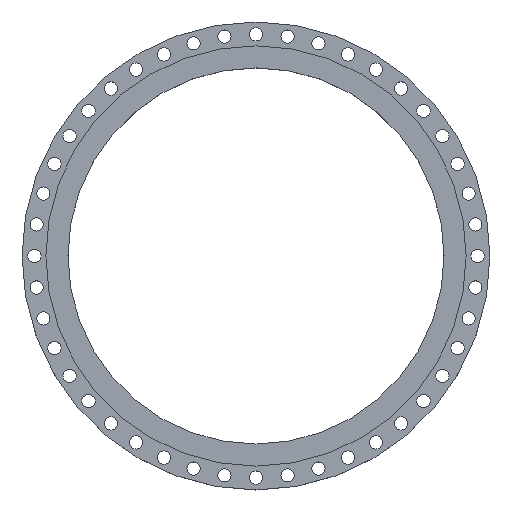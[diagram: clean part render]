
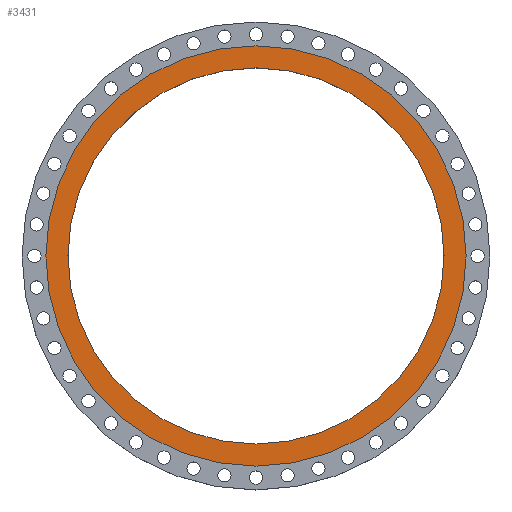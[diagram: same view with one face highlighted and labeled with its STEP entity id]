
A CAD part, top view. The second image highlights one B-rep face of the part: STEP entity #3431.
In plain terms, the highlighted planar face has unit normal (0, 0, 1).
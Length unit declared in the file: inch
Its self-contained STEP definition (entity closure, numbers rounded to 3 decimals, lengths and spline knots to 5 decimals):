
#68 = CIRCLE ( 'NONE', #565, 29.75 ) ;
#157 = DIRECTION ( 'NONE',  ( 1., 0., 0. ) ) ;
#247 = CIRCLE ( 'NONE', #2370, 26.625 ) ;
#283 = DIRECTION ( 'NONE',  ( 1., 0., 0. ) ) ;
#535 = VERTEX_POINT ( 'NONE', #794 ) ;
#565 = AXIS2_PLACEMENT_3D ( 'NONE', #2261, #3145, #283 ) ;
#637 = CARTESIAN_POINT ( 'NONE',  ( 0., 0., 0. ) ) ;
#769 = CARTESIAN_POINT ( 'NONE',  ( 0., 0., 0. ) ) ;
#794 = CARTESIAN_POINT ( 'NONE',  ( -26.625, 0., 0. ) ) ;
#847 = CARTESIAN_POINT ( 'NONE',  ( -29.75, 0., 0. ) ) ;
#979 = DIRECTION ( 'NONE',  ( 0., 0., 1. ) ) ;
#987 = AXIS2_PLACEMENT_3D ( 'NONE', #3585, #979, #2142 ) ;
#1174 = EDGE_CURVE ( 'NONE', #2697, #3344, #68, .T. ) ;
#1188 = EDGE_LOOP ( 'NONE', ( #2636, #3594 ) ) ;
#1196 = VERTEX_POINT ( 'NONE', #1239 ) ;
#1212 = AXIS2_PLACEMENT_3D ( 'NONE', #2700, #3767, #1860 ) ;
#1239 = CARTESIAN_POINT ( 'NONE',  ( 26.625, 0., 0. ) ) ;
#1453 = FACE_OUTER_BOUND ( 'NONE', #2468, .T. ) ;
#1569 = ORIENTED_EDGE ( 'NONE', *, *, #1973, .T. ) ;
#1587 = DIRECTION ( 'NONE',  ( 0., 0., 1. ) ) ;
#1617 = CARTESIAN_POINT ( 'NONE',  ( 29.75, 0., 0. ) ) ;
#1773 = EDGE_CURVE ( 'NONE', #535, #1196, #247, .T. ) ;
#1860 = DIRECTION ( 'NONE',  ( -1., 0., 0. ) ) ;
#1973 = EDGE_CURVE ( 'NONE', #3344, #2697, #2562, .T. ) ;
#2142 = DIRECTION ( 'NONE',  ( 1., 0., 0. ) ) ;
#2148 = PLANE ( 'NONE',  #1212 ) ;
#2261 = CARTESIAN_POINT ( 'NONE',  ( 0., 0., 0. ) ) ;
#2370 = AXIS2_PLACEMENT_3D ( 'NONE', #637, #2647, #2424 ) ;
#2424 = DIRECTION ( 'NONE',  ( 1., 0., 0. ) ) ;
#2429 = ORIENTED_EDGE ( 'NONE', *, *, #1174, .T. ) ;
#2468 = EDGE_LOOP ( 'NONE', ( #2429, #1569 ) ) ;
#2562 = CIRCLE ( 'NONE', #2983, 29.75 ) ;
#2612 = FACE_BOUND ( 'NONE', #1188, .T. ) ;
#2636 = ORIENTED_EDGE ( 'NONE', *, *, #3231, .F. ) ;
#2647 = DIRECTION ( 'NONE',  ( 0., 0., 1. ) ) ;
#2684 = CIRCLE ( 'NONE', #987, 26.625 ) ;
#2697 = VERTEX_POINT ( 'NONE', #1617 ) ;
#2700 = CARTESIAN_POINT ( 'NONE',  ( 0., 26.625, 0. ) ) ;
#2983 = AXIS2_PLACEMENT_3D ( 'NONE', #769, #1587, #157 ) ;
#3145 = DIRECTION ( 'NONE',  ( 0., 0., 1. ) ) ;
#3231 = EDGE_CURVE ( 'NONE', #1196, #535, #2684, .T. ) ;
#3344 = VERTEX_POINT ( 'NONE', #847 ) ;
#3431 = ADVANCED_FACE ( 'NONE', ( #2612, #1453 ), #2148, .F. ) ;
#3585 = CARTESIAN_POINT ( 'NONE',  ( 0., 0., 0. ) ) ;
#3594 = ORIENTED_EDGE ( 'NONE', *, *, #1773, .F. ) ;
#3767 = DIRECTION ( 'NONE',  ( 0., 0., -1. ) ) ;
